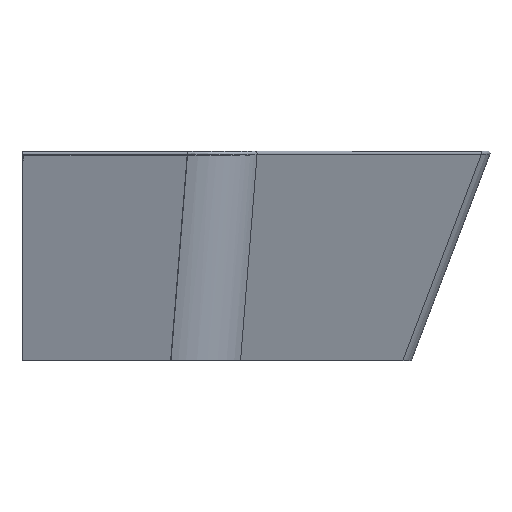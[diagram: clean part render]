
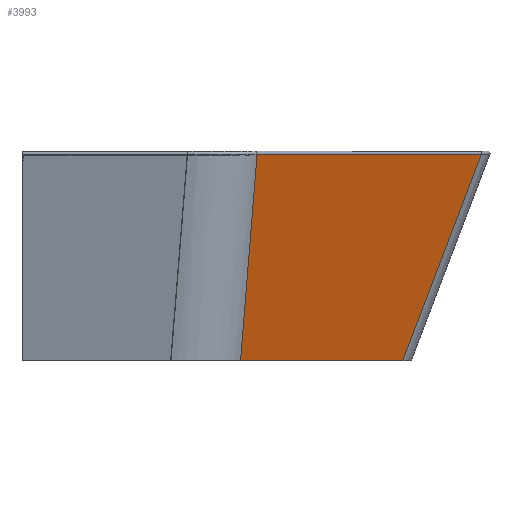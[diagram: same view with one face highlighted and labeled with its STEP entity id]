
A CAD part, front view. The second image highlights one B-rep face of the part: STEP entity #3993.
In plain terms, the highlighted planar face has unit normal (0.859, -0.487, -0.156).
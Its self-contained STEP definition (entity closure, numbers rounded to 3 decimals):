
#1842=CARTESIAN_POINT('',(1876.72,-440.206,0.));
#1843=VERTEX_POINT('',#1842);
#1851=CARTESIAN_POINT('',(1428.047,-1231.621,0.));
#1852=VERTEX_POINT('',#1851);
#1853=CARTESIAN_POINT('',(1876.72,-440.206,0.0));
#1854=DIRECTION('',(-0.493,-0.87,0.0));
#1855=VECTOR('',#1854,909.75);
#1856=LINE('',#1853,#1855);
#1857=EDGE_CURVE('',#1852,#1843,#1856,.F.);
#3935=CARTESIAN_POINT('',(2093.774,-241.011,571.905));
#3936=VERTEX_POINT('',#3935);
#3959=CARTESIAN_POINT('',(1876.72,-440.206,0.));
#3960=DIRECTION('',(0.337,0.31,0.889));
#3961=VECTOR('',#3960,643.325);
#3962=LINE('',#3959,#3961);
#3963=EDGE_CURVE('',#3936,#1843,#3962,.F.);
#3970=CARTESIAN_POINT('',(1788.463,-782.15,580.0));
#3971=DIRECTION('',(-0.859,0.487,0.156));
#3972=DIRECTION('',(0.179,0.0,0.984));
#3973=AXIS2_PLACEMENT_3D('',#3970,#3971,#3972);
#3974=PLANE('',#3973);
#3975=CARTESIAN_POINT('',(1473.82,-1334.548,571.905));
#3976=VERTEX_POINT('',#3975);
#3977=CARTESIAN_POINT('',(2093.774,-241.011,571.905));
#3978=DIRECTION('',(-0.493,-0.87,0.0));
#3979=VECTOR('',#3978,1257.047);
#3980=LINE('',#3977,#3979);
#3981=EDGE_CURVE('',#3936,#3976,#3980,.T.);
#3982=ORIENTED_EDGE('',*,*,#3981,.T.);
#3983=CARTESIAN_POINT('',(1428.047,-1231.621,0.));
#3984=DIRECTION('',(0.079,-0.177,0.981));
#3985=VECTOR('',#3984,582.893);
#3986=LINE('',#3983,#3985);
#3987=EDGE_CURVE('',#3976,#1852,#3986,.F.);
#3988=ORIENTED_EDGE('',*,*,#3987,.T.);
#3989=ORIENTED_EDGE('',*,*,#1857,.T.);
#3990=ORIENTED_EDGE('',*,*,#3963,.F.);
#3991=EDGE_LOOP('',(#3982,#3988,#3989,#3990));
#3992=FACE_OUTER_BOUND('',#3991,.T.);
#3993=ADVANCED_FACE('',(#3992),#3974,.F.);
